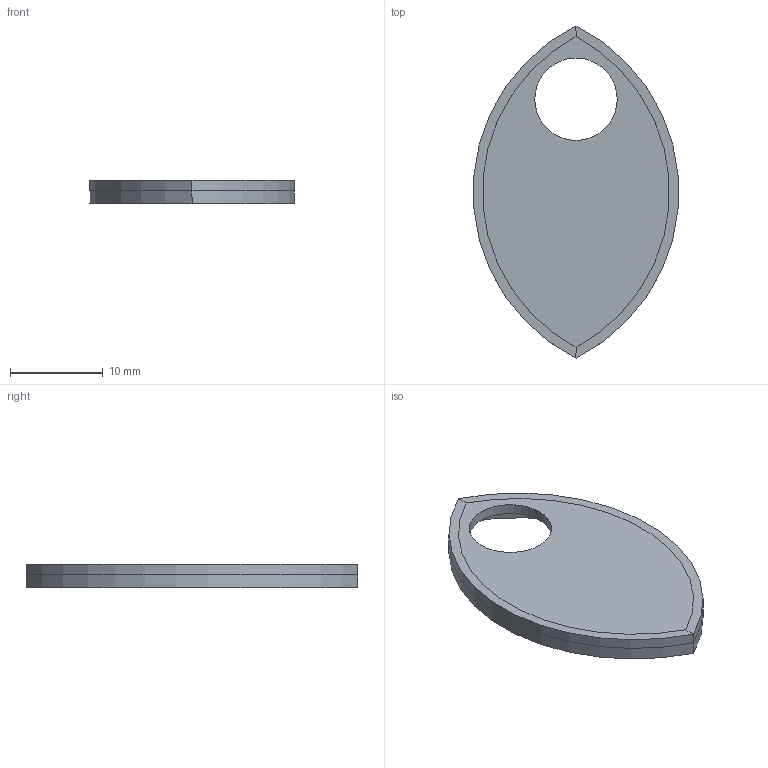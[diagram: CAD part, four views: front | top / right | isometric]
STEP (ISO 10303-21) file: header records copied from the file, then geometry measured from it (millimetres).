
FILE_DESCRIPTION(('FreeCAD Model'),'2;1');
FILE_NAME( 'shell_v1.step', '2021-09-01T07:44:41',('Author'),(''), 'Open CASCADE STEP processor 7.3','FreeCAD','Unknown');
FILE_SCHEMA(('AUTOMOTIVE_DESIGN { 1 0 10303 214 1 1 1 1 }'));
Length unit declared in the file: millimetre
Products named in the file (1): Pad001
Bounding box: 22.08 x 35.81 x 2.54 mm (x, y, z)
Volume: 705.3 mm3; surface area: 1386.9 mm2
Topology: 1 solids, 1 shells, 13 faces, 25 edges, 14 vertices
Faces by surface type: cylinder 7, plane 6
Full cylindrical faces by diameter (mm): 8.89 x1
Entity records: 694 total; most frequent: CARTESIAN_POINT 151, DIRECTION 104, ORIENTED_EDGE 50, PCURVE 50, DEFINITIONAL_REPRESENTATION 50, LINE 41, VECTOR 41, AXIS2_PLACEMENT_3D 28
